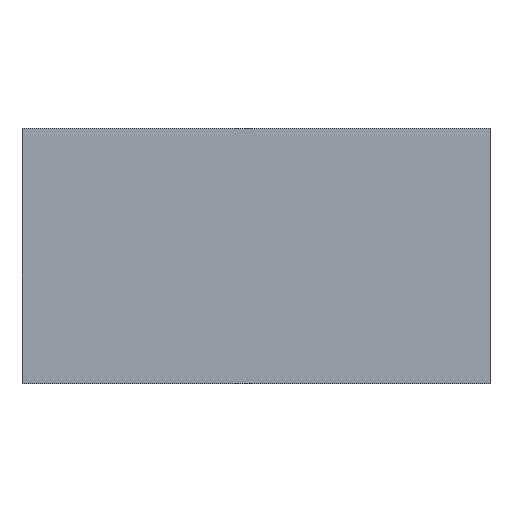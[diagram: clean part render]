
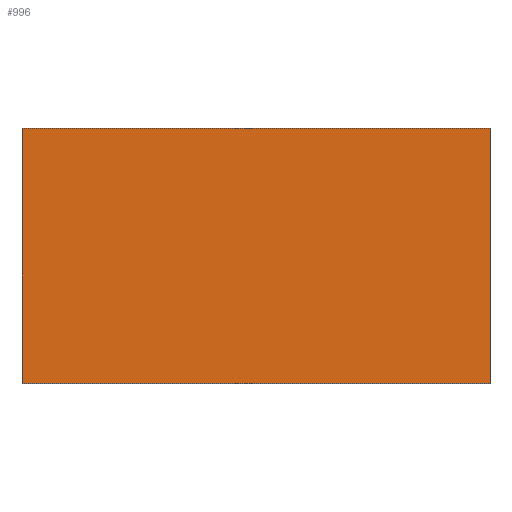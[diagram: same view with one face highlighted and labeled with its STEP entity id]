
A CAD part, top view. The second image highlights one B-rep face of the part: STEP entity #996.
In plain terms, the highlighted planar face has unit normal (0, 0, 1).
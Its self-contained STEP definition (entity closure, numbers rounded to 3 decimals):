
#131 = FACE_OUTER_BOUND ( 'NONE', #1104, .T. ) ;
#141 = CARTESIAN_POINT ( 'NONE',  ( 13.97, 8.3, 1.27 ) ) ;
#198 = VECTOR ( 'NONE', #913, 1000. ) ;
#201 = CARTESIAN_POINT ( 'NONE',  ( 1.27, 8.3, 1.27 ) ) ;
#207 = LINE ( 'NONE', #1089, #1536 ) ;
#210 = VECTOR ( 'NONE', #1234, 1000. ) ;
#240 = EDGE_CURVE ( 'NONE', #1404, #1454, #1604, .T. ) ;
#296 = LINE ( 'NONE', #394, #582 ) ;
#326 = ORIENTED_EDGE ( 'NONE', *, *, #1312, .F. ) ;
#363 = DIRECTION ( 'NONE',  ( 1., 0., 0. ) ) ;
#394 = CARTESIAN_POINT ( 'NONE',  ( 1.27, 8.3, 1.27 ) ) ;
#429 = CARTESIAN_POINT ( 'NONE',  ( -1.27, 8.3, 1.27 ) ) ;
#459 = ORIENTED_EDGE ( 'NONE', *, *, #1493, .T. ) ;
#574 = DIRECTION ( 'NONE',  ( -1., 0., 0. ) ) ;
#582 = VECTOR ( 'NONE', #363, 1000. ) ;
#613 = CARTESIAN_POINT ( 'NONE',  ( 13.97, 0., 1.27 ) ) ;
#712 = CARTESIAN_POINT ( 'NONE',  ( -1.27, 8.3, 1.27 ) ) ;
#753 = AXIS2_PLACEMENT_3D ( 'NONE', #201, #1588, #574 ) ;
#837 = DIRECTION ( 'NONE',  ( 1., 0., 0. ) ) ;
#911 = CARTESIAN_POINT ( 'NONE',  ( -1.27, 0., 1.27 ) ) ;
#913 = DIRECTION ( 'NONE',  ( 0., -1., 0. ) ) ;
#953 = VERTEX_POINT ( 'NONE', #429 ) ;
#955 = PLANE ( 'NONE',  #753 ) ;
#996 = ADVANCED_FACE ( 'NONE', ( #131 ), #955, .F. ) ;
#1014 = EDGE_CURVE ( 'NONE', #1518, #1454, #207, .T. ) ;
#1033 = CARTESIAN_POINT ( 'NONE',  ( 13.97, 8.3, 1.27 ) ) ;
#1089 = CARTESIAN_POINT ( 'NONE',  ( 1.27, 0., 1.27 ) ) ;
#1104 = EDGE_LOOP ( 'NONE', ( #1155, #1324, #326, #459 ) ) ;
#1155 = ORIENTED_EDGE ( 'NONE', *, *, #1014, .T. ) ;
#1234 = DIRECTION ( 'NONE',  ( 0., -1., 0. ) ) ;
#1307 = LINE ( 'NONE', #712, #198 ) ;
#1312 = EDGE_CURVE ( 'NONE', #953, #1404, #296, .T. ) ;
#1324 = ORIENTED_EDGE ( 'NONE', *, *, #240, .F. ) ;
#1404 = VERTEX_POINT ( 'NONE', #141 ) ;
#1454 = VERTEX_POINT ( 'NONE', #613 ) ;
#1493 = EDGE_CURVE ( 'NONE', #953, #1518, #1307, .T. ) ;
#1518 = VERTEX_POINT ( 'NONE', #911 ) ;
#1536 = VECTOR ( 'NONE', #837, 1000. ) ;
#1588 = DIRECTION ( 'NONE',  ( 0., 0., -1. ) ) ;
#1604 = LINE ( 'NONE', #1033, #210 ) ;
